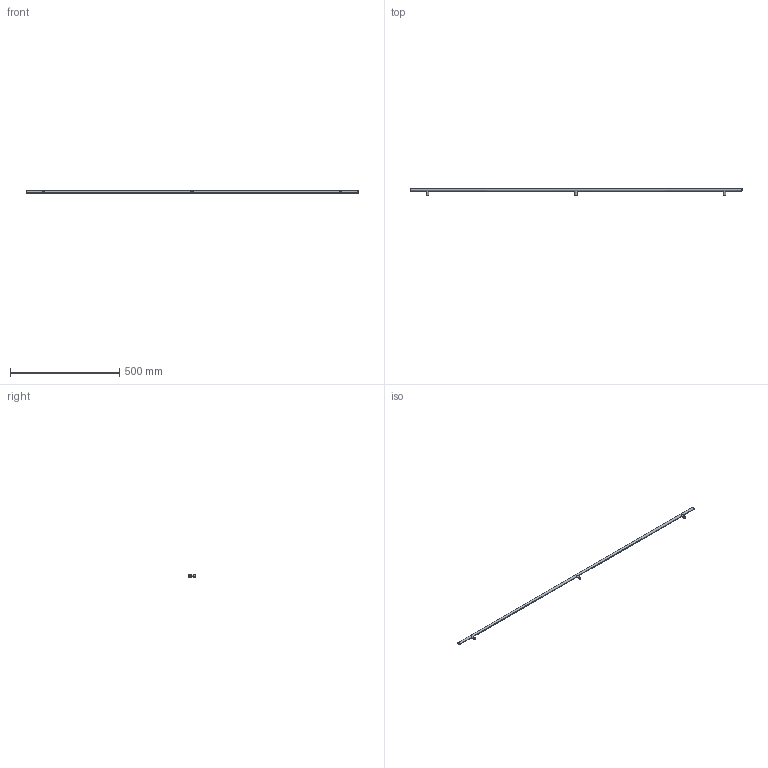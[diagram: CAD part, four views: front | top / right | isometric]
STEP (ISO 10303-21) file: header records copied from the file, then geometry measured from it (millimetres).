
FILE_DESCRIPTION(('Creo Elements/Direct Modeling STEP Export'),'2;1');
FILE_NAME('1408-1520.stp','2017-11-13T 9:27:15',(''),(''),'Creo Elements/Direct Modeling STEP processor for AP214 (Solid Model)','Creo Elements/Direct Modeling 20.0 12-Nov-2016 (C) Parametric Technology GmbH','');
FILE_SCHEMA(('AUTOMOTIVE_DESIGN { 1 0 10303 214 1 1 1 1 }'));
Length unit declared in the file: millimetre
Products named in the file (1): 1408-1520
Bounding box: 1520 x 32 x 12 mm (x, y, z)
Volume: 176483.4 mm3; surface area: 59738.6 mm2
Topology: 1 solids, 1 shells, 38 faces, 86 edges, 50 vertices
Faces by surface type: cylinder 20, cone 10, plane 8
Entity records: 2509 total; most frequent: CARTESIAN_POINT 1656, ORIENTED_EDGE 160, DIRECTION 158, EDGE_CURVE 80, AXIS2_PLACEMENT_3D 64, VERTEX_POINT 50, EDGE_LOOP 44, FACE_OUTER_BOUND 38
